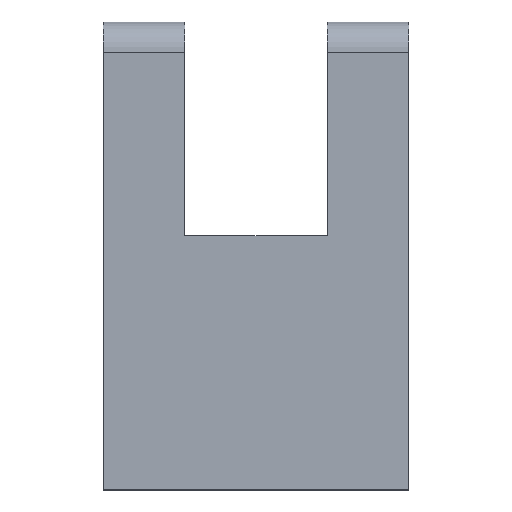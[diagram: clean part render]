
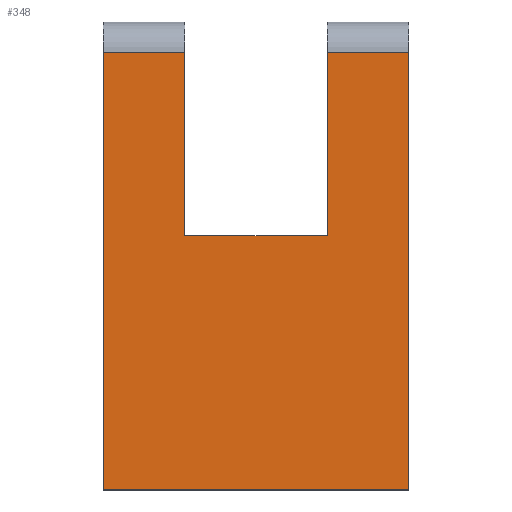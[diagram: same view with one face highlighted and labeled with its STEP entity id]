
A CAD part, top view. The second image highlights one B-rep face of the part: STEP entity #348.
In plain terms, the highlighted planar face has unit normal (0, 0, 1).
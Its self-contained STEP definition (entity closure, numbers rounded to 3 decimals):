
#24=PLANE('',#397);
#38=FACE_OUTER_BOUND('',#60,.T.);
#60=EDGE_LOOP('',(#265,#266,#267,#268,#269,#270,#271,#272));
#86=LINE('',#550,#118);
#87=LINE('',#556,#119);
#88=LINE('',#560,#120);
#91=LINE('',#568,#123);
#92=LINE('',#570,#124);
#93=LINE('',#572,#125);
#94=LINE('',#574,#126);
#95=LINE('',#575,#127);
#118=VECTOR('',#441,10.);
#119=VECTOR('',#448,10.);
#120=VECTOR('',#453,10.);
#123=VECTOR('',#460,10.);
#124=VECTOR('',#461,10.);
#125=VECTOR('',#462,10.);
#126=VECTOR('',#463,10.);
#127=VECTOR('',#464,10.);
#166=VERTEX_POINT('',#547);
#167=VERTEX_POINT('',#549);
#169=VERTEX_POINT('',#555);
#170=VERTEX_POINT('',#559);
#173=VERTEX_POINT('',#567);
#174=VERTEX_POINT('',#569);
#175=VERTEX_POINT('',#571);
#176=VERTEX_POINT('',#573);
#200=EDGE_CURVE('',#166,#167,#86,.T.);
#203=EDGE_CURVE('',#167,#169,#87,.T.);
#205=EDGE_CURVE('',#169,#170,#88,.T.);
#209=EDGE_CURVE('',#166,#173,#91,.T.);
#210=EDGE_CURVE('',#174,#173,#92,.T.);
#211=EDGE_CURVE('',#175,#174,#93,.T.);
#212=EDGE_CURVE('',#175,#176,#94,.T.);
#213=EDGE_CURVE('',#176,#170,#95,.T.);
#265=ORIENTED_EDGE('',*,*,#203,.F.);
#266=ORIENTED_EDGE('',*,*,#200,.F.);
#267=ORIENTED_EDGE('',*,*,#209,.T.);
#268=ORIENTED_EDGE('',*,*,#210,.F.);
#269=ORIENTED_EDGE('',*,*,#211,.F.);
#270=ORIENTED_EDGE('',*,*,#212,.T.);
#271=ORIENTED_EDGE('',*,*,#213,.T.);
#272=ORIENTED_EDGE('',*,*,#205,.F.);
#348=ADVANCED_FACE('',(#38),#24,.T.);
#397=AXIS2_PLACEMENT_3D('',#566,#458,#459);
#441=DIRECTION('',(0.,1.,0.));
#448=DIRECTION('',(1.,0.,0.));
#453=DIRECTION('',(0.,-1.,0.));
#458=DIRECTION('center_axis',(0.,0.,1.));
#459=DIRECTION('ref_axis',(1.,0.,0.));
#460=DIRECTION('',(1.,0.,0.));
#461=DIRECTION('',(0.,-1.,0.));
#462=DIRECTION('',(1.,0.,0.));
#463=DIRECTION('',(0.,-1.,0.));
#464=DIRECTION('',(-1.,0.,0.));
#547=CARTESIAN_POINT('',(-1.,0.,10.));
#549=CARTESIAN_POINT('',(-1.,43.,10.));
#550=CARTESIAN_POINT('',(-1.,0.,10.));
#555=CARTESIAN_POINT('',(7.,43.,10.));
#556=CARTESIAN_POINT('',(1.,43.,10.));
#559=CARTESIAN_POINT('',(7.,25.,10.));
#560=CARTESIAN_POINT('',(7.,46.,10.));
#566=CARTESIAN_POINT('Origin',(0.,0.,10.));
#567=CARTESIAN_POINT('',(29.,0.,10.));
#568=CARTESIAN_POINT('',(0.,0.,10.));
#569=CARTESIAN_POINT('',(29.,43.,10.));
#570=CARTESIAN_POINT('',(29.,46.,10.));
#571=CARTESIAN_POINT('',(21.,43.,10.));
#572=CARTESIAN_POINT('',(13.,43.,10.));
#573=CARTESIAN_POINT('',(21.,25.,10.));
#574=CARTESIAN_POINT('',(21.,15.,10.));
#575=CARTESIAN_POINT('',(7.,25.,10.));
